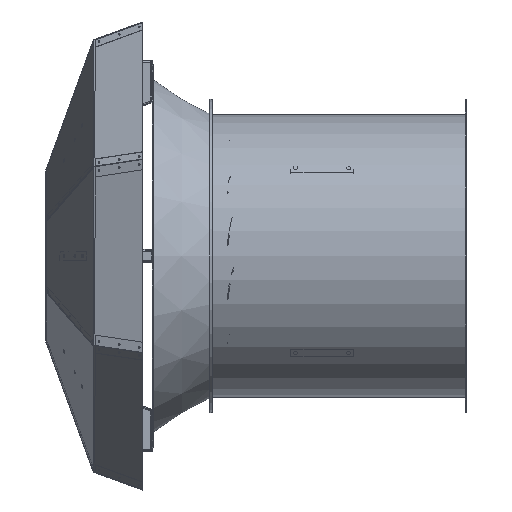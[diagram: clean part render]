
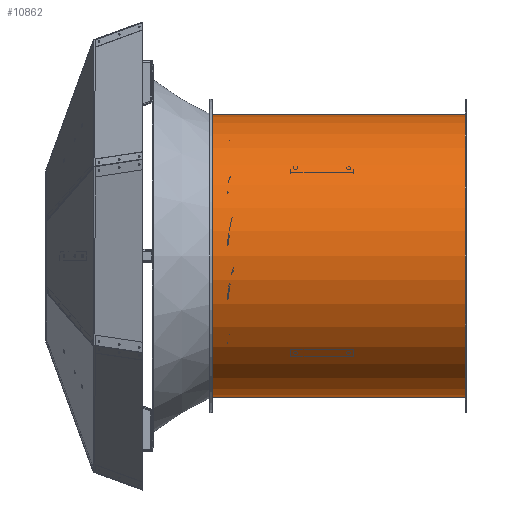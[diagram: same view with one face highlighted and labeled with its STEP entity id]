
A CAD part, front view. The second image highlights one B-rep face of the part: STEP entity #10862.
In plain terms, the highlighted cylindrical face has radius 451.2 mm (diameter 902.4 mm), a partial arc.
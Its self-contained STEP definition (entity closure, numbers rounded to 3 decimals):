
#10862=ADVANCED_FACE('',(#29252),#29254,.T.);
#29252=FACE_BOUND('',#29253,.T.);
#29253=EDGE_LOOP('',(#46470,#46471,#46472,#46473));
#29254=CYLINDRICAL_SURFACE('',#29255,451.2);
#29255=AXIS2_PLACEMENT_3D('',#29256,#29257,#29258);
#29256=CARTESIAN_POINT('',(0.,0.,0.));
#29257=DIRECTION('',(-1.,0.,0.));
#29258=DIRECTION('',(0.,-0.001,-1.));
#46470=ORIENTED_EDGE('',*,*,#62340,.T.);
#46471=ORIENTED_EDGE('',*,*,#62346,.T.);
#46472=ORIENTED_EDGE('',*,*,#62347,.F.);
#46473=ORIENTED_EDGE('',*,*,#62348,.F.);
#62340=EDGE_CURVE('',#72533,#72531,#72534,.T.);
#62346=EDGE_CURVE('',#72531,#72541,#72543,.T.);
#62347=EDGE_CURVE('',#72544,#72541,#72545,.T.);
#62348=EDGE_CURVE('',#72533,#72544,#72546,.T.);
#72531=VERTEX_POINT('',#90656);
#72533=VERTEX_POINT('',#90660);
#72534=CIRCLE('',#90661,451.2);
#72541=VERTEX_POINT('',#90680);
#72543=LINE('',#90684,#90685);
#72544=VERTEX_POINT('',#90687);
#72545=CIRCLE('',#90688,451.2);
#72546=LINE('',#90692,#90693);
#90656=CARTESIAN_POINT('',(0.,0.501,-451.2));
#90660=CARTESIAN_POINT('',(0.,-0.501,-451.2));
#90661=AXIS2_PLACEMENT_3D('',#90662,#90663,#90664);
#90662=CARTESIAN_POINT('',(0.,0.,0.));
#90663=DIRECTION('',(-1.,-0.,-0.));
#90664=DIRECTION('',(0.,-0.001,-1.));
#90680=CARTESIAN_POINT('',(-815.,0.501,-451.2));
#90684=CARTESIAN_POINT('',(0.,0.501,-451.2));
#90685=VECTOR('',#90686,1.);
#90686=DIRECTION('',(-1.,0.,0.));
#90687=CARTESIAN_POINT('',(-815.,-0.501,-451.2));
#90688=AXIS2_PLACEMENT_3D('',#90689,#90690,#90691);
#90689=CARTESIAN_POINT('',(-815.,0.,0.));
#90690=DIRECTION('',(-1.,-0.,-0.));
#90691=DIRECTION('',(0.,-0.001,-1.));
#90692=CARTESIAN_POINT('',(0.,-0.501,-451.2));
#90693=VECTOR('',#90694,1.);
#90694=DIRECTION('',(-1.,0.,0.));
